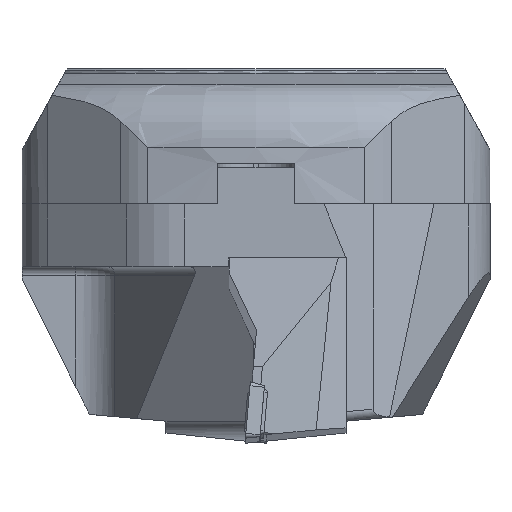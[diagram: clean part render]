
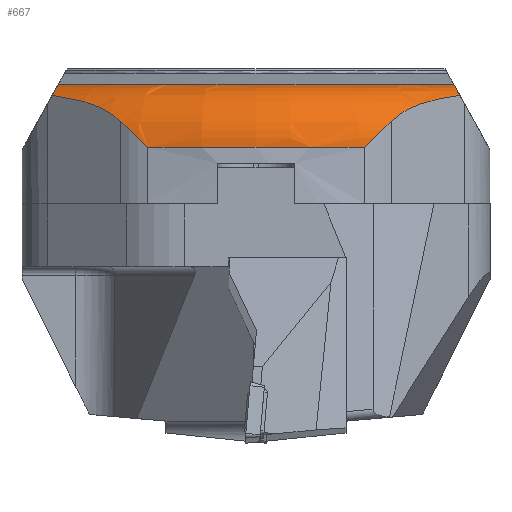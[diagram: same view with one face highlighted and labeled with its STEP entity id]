
A CAD part, left-side view. The second image highlights one B-rep face of the part: STEP entity #667.
In plain terms, the highlighted toroidal (fillet/blend) face has major radius 76 mm and minor radius 14 mm.
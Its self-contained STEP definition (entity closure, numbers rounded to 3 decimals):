
#468=TOROIDAL_SURFACE('',#3389,76.,14.);
#512=B_SPLINE_CURVE_WITH_KNOTS('',3,(#4539,#4540,#4541,#4542),
 .UNSPECIFIED.,.F.,.F.,(4,4),(0.,1.),.UNSPECIFIED.);
#513=B_SPLINE_CURVE_WITH_KNOTS('',3,(#4558,#4559,#4560,#4561),
 .UNSPECIFIED.,.F.,.F.,(4,4),(0.,1.),.UNSPECIFIED.);
#514=B_SPLINE_CURVE_WITH_KNOTS('',3,(#4563,#4564,#4565,#4566,#4567,#4568,
#4569,#4570),.UNSPECIFIED.,.F.,.F.,(4,2,2,4),(0.,0.5,0.75,
1.),.UNSPECIFIED.);
#515=B_SPLINE_CURVE_WITH_KNOTS('',3,(#4572,#4573,#4574,#4575),
 .UNSPECIFIED.,.F.,.F.,(4,4),(0.,1.),.UNSPECIFIED.);
#516=B_SPLINE_CURVE_WITH_KNOTS('',3,(#4576,#4577,#4578,#4579,#4580,#4581),
 .UNSPECIFIED.,.F.,.F.,(4,2,4),(0.,0.5,1.),.UNSPECIFIED.);
#517=B_SPLINE_CURVE_WITH_KNOTS('',3,(#4583,#4584,#4585,#4586),
 .UNSPECIFIED.,.F.,.F.,(4,4),(0.,1.),.UNSPECIFIED.);
#545=FACE_OUTER_BOUND('',#1482,.T.);
#667=ADVANCED_FACE('',(#545),#468,.T.);
#1482=EDGE_LOOP('',(#1705,#1706,#1707,#1708,#1709,#1710,#1711,#1712));
#1705=ORIENTED_EDGE('',*,*,#2758,.F.);
#1706=ORIENTED_EDGE('',*,*,#2759,.T.);
#1707=ORIENTED_EDGE('',*,*,#2760,.T.);
#1708=ORIENTED_EDGE('',*,*,#2761,.T.);
#1709=ORIENTED_EDGE('',*,*,#2753,.F.);
#1710=ORIENTED_EDGE('',*,*,#2751,.T.);
#1711=ORIENTED_EDGE('',*,*,#2762,.T.);
#1712=ORIENTED_EDGE('',*,*,#2763,.T.);
#2473=VERTEX_POINT('',#4538);
#2474=VERTEX_POINT('',#4543);
#2475=VERTEX_POINT('',#4547);
#2478=VERTEX_POINT('',#4556);
#2479=VERTEX_POINT('',#4557);
#2480=VERTEX_POINT('',#4562);
#2481=VERTEX_POINT('',#4571);
#2482=VERTEX_POINT('',#4582);
#2751=EDGE_CURVE('',#2474,#2473,#512,.T.);
#2753=EDGE_CURVE('',#2474,#2475,#3120,.T.);
#2758=EDGE_CURVE('',#2478,#2479,#3122,.T.);
#2759=EDGE_CURVE('',#2478,#2480,#513,.T.);
#2760=EDGE_CURVE('',#2480,#2481,#514,.T.);
#2761=EDGE_CURVE('',#2481,#2475,#515,.T.);
#2762=EDGE_CURVE('',#2473,#2482,#516,.T.);
#2763=EDGE_CURVE('',#2482,#2479,#517,.T.);
#3120=CIRCLE('',#3385,90.);
#3122=CIRCLE('',#3388,77.948);
#3385=AXIS2_PLACEMENT_3D('',#4546,#3712,#3713);
#3388=AXIS2_PLACEMENT_3D('',#4555,#3721,#3722);
#3389=AXIS2_PLACEMENT_3D('',#4587,#3723,#3724);
#3712=DIRECTION('',(0.,0.,-1.));
#3713=DIRECTION('',(-1.,0.,0.));
#3721=DIRECTION('',(0.,0.,1.));
#3722=DIRECTION('',(1.,0.,0.));
#3723=DIRECTION('',(0.,0.,1.));
#3724=DIRECTION('',(-1.,0.,0.));
#4538=CARTESIAN_POINT('',(-83.568,-30.05,-11.731));
#4539=CARTESIAN_POINT('',(-86.73,-24.039,-17.386));
#4540=CARTESIAN_POINT('',(-86.13,-26.204,-15.48));
#4541=CARTESIAN_POINT('',(-85.081,-28.247,-13.573));
#4542=CARTESIAN_POINT('',(-83.568,-30.05,-11.731));
#4543=CARTESIAN_POINT('',(-86.73,-24.039,-17.386));
#4546=CARTESIAN_POINT('',(0.,0.,-17.386));
#4547=CARTESIAN_POINT('',(-86.73,24.039,-17.386));
#4555=CARTESIAN_POINT('',(0.,0.,-3.522));
#4556=CARTESIAN_POINT('',(-64.372,43.957,-3.522));
#4557=CARTESIAN_POINT('',(-64.372,-43.957,-3.522));
#4558=CARTESIAN_POINT('',(-64.372,43.957,-3.522));
#4559=CARTESIAN_POINT('',(-66.718,44.115,-3.807));
#4560=CARTESIAN_POINT('',(-68.976,44.539,-4.57));
#4561=CARTESIAN_POINT('',(-70.782,45.288,-5.918));
#4562=CARTESIAN_POINT('',(-70.782,45.288,-5.918));
#4563=CARTESIAN_POINT('',(-70.782,45.288,-5.918));
#4564=CARTESIAN_POINT('',(-73.014,42.628,-6.231));
#4565=CARTESIAN_POINT('',(-75.248,39.965,-6.714));
#4566=CARTESIAN_POINT('',(-78.522,36.063,-7.987));
#4567=CARTESIAN_POINT('',(-79.604,34.774,-8.506));
#4568=CARTESIAN_POINT('',(-81.676,32.305,-9.838));
#4569=CARTESIAN_POINT('',(-82.677,31.112,-10.646));
#4570=CARTESIAN_POINT('',(-83.568,30.05,-11.731));
#4571=CARTESIAN_POINT('',(-83.568,30.05,-11.731));
#4572=CARTESIAN_POINT('',(-83.568,30.05,-11.731));
#4573=CARTESIAN_POINT('',(-85.081,28.247,-13.573));
#4574=CARTESIAN_POINT('',(-86.13,26.204,-15.48));
#4575=CARTESIAN_POINT('',(-86.73,24.039,-17.386));
#4576=CARTESIAN_POINT('',(-83.568,-30.05,-11.731));
#4577=CARTESIAN_POINT('',(-81.777,-32.184,-9.55));
#4578=CARTESIAN_POINT('',(-79.574,-34.81,-8.391));
#4579=CARTESIAN_POINT('',(-75.225,-39.994,-6.709));
#4580=CARTESIAN_POINT('',(-73.012,-42.63,-6.231));
#4581=CARTESIAN_POINT('',(-70.782,-45.288,-5.918));
#4582=CARTESIAN_POINT('',(-70.782,-45.288,-5.918));
#4583=CARTESIAN_POINT('',(-70.782,-45.288,-5.918));
#4584=CARTESIAN_POINT('',(-68.973,-44.538,-4.568));
#4585=CARTESIAN_POINT('',(-66.721,-44.115,-3.808));
#4586=CARTESIAN_POINT('',(-64.372,-43.957,-3.522));
#4587=CARTESIAN_POINT('',(0.,0.,-17.386));
